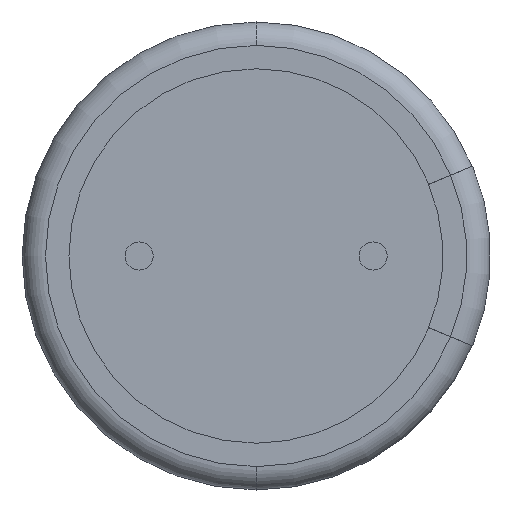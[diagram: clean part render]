
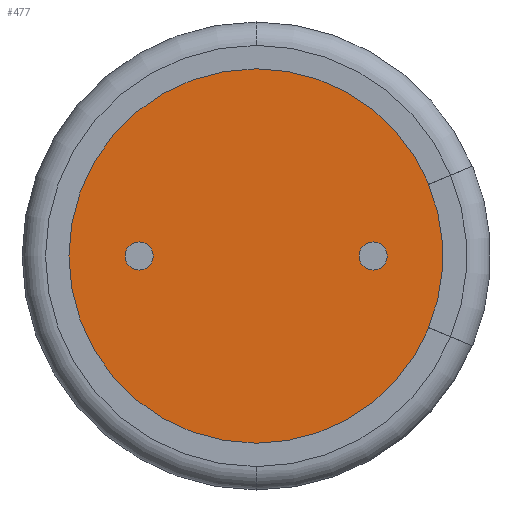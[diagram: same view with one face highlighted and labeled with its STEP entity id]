
A CAD part, front view. The second image highlights one B-rep face of the part: STEP entity #477.
In plain terms, the highlighted planar face has unit normal (0, -1, 0).
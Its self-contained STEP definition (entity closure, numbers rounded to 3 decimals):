
#10 = EDGE_CURVE ( 'NONE', #1614, #1036, #2390, .T. ) ;
#34 = LINE ( 'NONE', #962, #2044 ) ;
#50 = CARTESIAN_POINT ( 'NONE',  ( -0.001, 0.3, -0.004 ) ) ;
#52 = CARTESIAN_POINT ( 'NONE',  ( 3.686, 0.3, -1.531 ) ) ;
#95 = CARTESIAN_POINT ( 'NONE',  ( 0., 0.3, 4. ) ) ;
#138 = ORIENTED_EDGE ( 'NONE', *, *, #1577, .T. ) ;
#139 = AXIS2_PLACEMENT_3D ( 'NONE', #559, #1914, #752 ) ;
#141 = AXIS2_PLACEMENT_3D ( 'NONE', #645, #2001, #835 ) ;
#175 = DIRECTION ( 'NONE',  ( 0., -1., 0. ) ) ;
#295 = DIRECTION ( 'NONE',  ( 0., -1., 0. ) ) ;
#397 = CIRCLE ( 'NONE', #1882, 4. ) ;
#448 = DIRECTION ( 'NONE',  ( 0., -1., 0. ) ) ;
#450 = VERTEX_POINT ( 'NONE', #52 ) ;
#477 = ADVANCED_FACE ( 'NONE', ( #1708, #1260, #742 ), #1174, .T. ) ;
#479 = DIRECTION ( 'NONE',  ( 0., -1., 0. ) ) ;
#489 = CARTESIAN_POINT ( 'NONE',  ( -0.01, 0.3, 0. ) ) ;
#499 = CIRCLE ( 'NONE', #139, 0.3 ) ;
#503 = VERTEX_POINT ( 'NONE', #1569 ) ;
#536 = EDGE_LOOP ( 'NONE', ( #2422, #1076 ) ) ;
#559 = CARTESIAN_POINT ( 'NONE',  ( -2.5, 0.3, 0. ) ) ;
#569 = DIRECTION ( 'NONE',  ( 0., -1., 0. ) ) ;
#628 = EDGE_CURVE ( 'NONE', #876, #2332, #499, .T. ) ;
#635 = ORIENTED_EDGE ( 'NONE', *, *, #10, .F. ) ;
#645 = CARTESIAN_POINT ( 'NONE',  ( 0., 0.3, 0. ) ) ;
#689 = DIRECTION ( 'NONE',  ( 0., 0., -1. ) ) ;
#693 = ORIENTED_EDGE ( 'NONE', *, *, #1007, .T. ) ;
#705 = CARTESIAN_POINT ( 'NONE',  ( 2.5, 0.3, -0.3 ) ) ;
#742 = FACE_BOUND ( 'NONE', #536, .T. ) ;
#752 = DIRECTION ( 'NONE',  ( 0., 0., -1. ) ) ;
#795 = DIRECTION ( 'NONE',  ( 0., -1., 0. ) ) ;
#818 = DIRECTION ( 'NONE',  ( -0.924, 0., 0.383 ) ) ;
#835 = DIRECTION ( 'NONE',  ( 0., 0., -1. ) ) ;
#842 = EDGE_CURVE ( 'NONE', #1557, #503, #2127, .T. ) ;
#876 = VERTEX_POINT ( 'NONE', #2484 ) ;
#962 = CARTESIAN_POINT ( 'NONE',  ( -0.001, 0.3, 0.004 ) ) ;
#1007 = EDGE_CURVE ( 'NONE', #1867, #1557, #1689, .T. ) ;
#1008 = CARTESIAN_POINT ( 'NONE',  ( 3.694, 0.3, 1.534 ) ) ;
#1036 = VERTEX_POINT ( 'NONE', #2334 ) ;
#1067 = DIRECTION ( 'NONE',  ( 0., 0., 1. ) ) ;
#1076 = ORIENTED_EDGE ( 'NONE', *, *, #1532, .F. ) ;
#1161 = DIRECTION ( 'NONE',  ( -0.924, 0., -0.383 ) ) ;
#1174 = PLANE ( 'NONE',  #2143 ) ;
#1260 = FACE_BOUND ( 'NONE', #2190, .T. ) ;
#1316 = CARTESIAN_POINT ( 'NONE',  ( 2.5, 0.3, 0. ) ) ;
#1322 = ORIENTED_EDGE ( 'NONE', *, *, #1964, .T. ) ;
#1399 = ORIENTED_EDGE ( 'NONE', *, *, #1918, .T. ) ;
#1419 = VERTEX_POINT ( 'NONE', #1865 ) ;
#1427 = LINE ( 'NONE', #50, #2410 ) ;
#1447 = CARTESIAN_POINT ( 'NONE',  ( -2.5, 0.3, 0. ) ) ;
#1514 = DIRECTION ( 'NONE',  ( 0., 0., 1. ) ) ;
#1532 = EDGE_CURVE ( 'NONE', #2332, #876, #1833, .T. ) ;
#1541 = AXIS2_PLACEMENT_3D ( 'NONE', #1838, #479, #1067 ) ;
#1557 = VERTEX_POINT ( 'NONE', #95 ) ;
#1569 = CARTESIAN_POINT ( 'NONE',  ( 0., 0.3, -4. ) ) ;
#1577 = EDGE_CURVE ( 'NONE', #450, #2108, #1764, .T. ) ;
#1585 = ORIENTED_EDGE ( 'NONE', *, *, #2373, .F. ) ;
#1604 = CARTESIAN_POINT ( 'NONE',  ( 0., 0.3, 0. ) ) ;
#1614 = VERTEX_POINT ( 'NONE', #705 ) ;
#1642 = DIRECTION ( 'NONE',  ( 0., 0., -1. ) ) ;
#1689 = CIRCLE ( 'NONE', #2089, 4. ) ;
#1708 = FACE_OUTER_BOUND ( 'NONE', #1870, .T. ) ;
#1725 = CARTESIAN_POINT ( 'NONE',  ( 0., 0.3, 0. ) ) ;
#1764 = CIRCLE ( 'NONE', #2424, 4. ) ;
#1772 = ORIENTED_EDGE ( 'NONE', *, *, #842, .T. ) ;
#1804 = DIRECTION ( 'NONE',  ( 0., 0., -1. ) ) ;
#1833 = CIRCLE ( 'NONE', #2036, 0.3 ) ;
#1838 = CARTESIAN_POINT ( 'NONE',  ( 2.5, 0.3, 0. ) ) ;
#1849 = DIRECTION ( 'NONE',  ( 0., -1., 0. ) ) ;
#1865 = CARTESIAN_POINT ( 'NONE',  ( 3.694, 0.3, -1.534 ) ) ;
#1867 = VERTEX_POINT ( 'NONE', #1008 ) ;
#1870 = EDGE_LOOP ( 'NONE', ( #1947, #693, #1772, #1322, #1399, #138 ) ) ;
#1882 = AXIS2_PLACEMENT_3D ( 'NONE', #1604, #448, #1804 ) ;
#1906 = AXIS2_PLACEMENT_3D ( 'NONE', #1316, #175, #1514 ) ;
#1914 = DIRECTION ( 'NONE',  ( 0., -1., 0. ) ) ;
#1918 = EDGE_CURVE ( 'NONE', #1419, #450, #1427, .T. ) ;
#1935 = DIRECTION ( 'NONE',  ( 0., 0., -1. ) ) ;
#1947 = ORIENTED_EDGE ( 'NONE', *, *, #2494, .F. ) ;
#1961 = CARTESIAN_POINT ( 'NONE',  ( 0., 0.3, 0. ) ) ;
#1964 = EDGE_CURVE ( 'NONE', #503, #1419, #397, .T. ) ;
#2001 = DIRECTION ( 'NONE',  ( 0., -1., 0. ) ) ;
#2036 = AXIS2_PLACEMENT_3D ( 'NONE', #1447, #295, #1642 ) ;
#2044 = VECTOR ( 'NONE', #1161, 1000. ) ;
#2089 = AXIS2_PLACEMENT_3D ( 'NONE', #1725, #569, #1935 ) ;
#2108 = VERTEX_POINT ( 'NONE', #2188 ) ;
#2127 = CIRCLE ( 'NONE', #141, 4. ) ;
#2143 = AXIS2_PLACEMENT_3D ( 'NONE', #1961, #795, #2166 ) ;
#2166 = DIRECTION ( 'NONE',  ( 0., 0., -1. ) ) ;
#2188 = CARTESIAN_POINT ( 'NONE',  ( 3.686, 0.3, 1.531 ) ) ;
#2190 = EDGE_LOOP ( 'NONE', ( #1585, #635 ) ) ;
#2332 = VERTEX_POINT ( 'NONE', #2488 ) ;
#2334 = CARTESIAN_POINT ( 'NONE',  ( 2.5, 0.3, 0.3 ) ) ;
#2373 = EDGE_CURVE ( 'NONE', #1036, #1614, #2441, .T. ) ;
#2390 = CIRCLE ( 'NONE', #1541, 0.3 ) ;
#2410 = VECTOR ( 'NONE', #818, 1000. ) ;
#2422 = ORIENTED_EDGE ( 'NONE', *, *, #628, .F. ) ;
#2424 = AXIS2_PLACEMENT_3D ( 'NONE', #489, #1849, #689 ) ;
#2441 = CIRCLE ( 'NONE', #1906, 0.3 ) ;
#2484 = CARTESIAN_POINT ( 'NONE',  ( -2.5, 0.3, 0.3 ) ) ;
#2488 = CARTESIAN_POINT ( 'NONE',  ( -2.5, 0.3, -0.3 ) ) ;
#2494 = EDGE_CURVE ( 'NONE', #1867, #2108, #34, .T. ) ;
